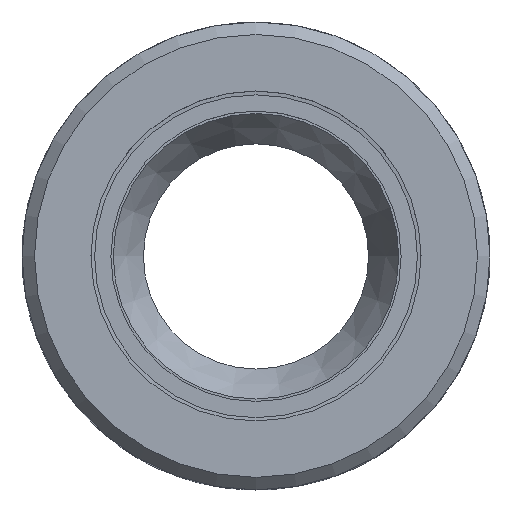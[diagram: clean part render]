
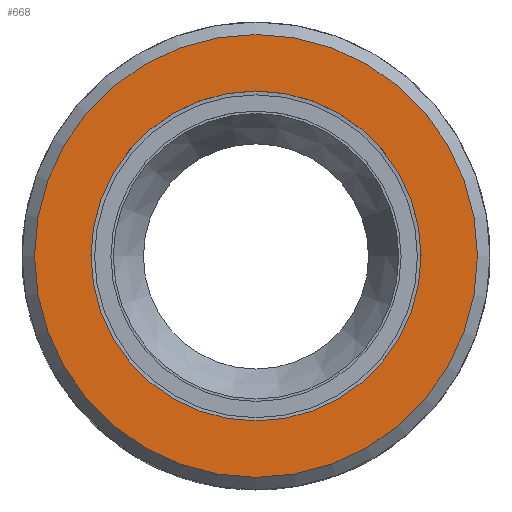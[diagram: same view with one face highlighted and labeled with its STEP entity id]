
A CAD part, top view. The second image highlights one B-rep face of the part: STEP entity #668.
In plain terms, the highlighted planar face has unit normal (0, 0, 1).
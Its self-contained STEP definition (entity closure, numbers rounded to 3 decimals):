
#84=PLANE('',#725);
#145=ORIENTED_EDGE('',*,*,#238,.T.);
#146=ORIENTED_EDGE('',*,*,#236,.T.);
#236=EDGE_CURVE('',#287,#287,#311,.T.);
#238=EDGE_CURVE('',#289,#289,#313,.T.);
#287=VERTEX_POINT('',#990);
#289=VERTEX_POINT('',#996);
#311=CIRCLE('',#720,8.85);
#313=CIRCLE('',#724,6.594);
#357=EDGE_LOOP('',(#145));
#358=EDGE_LOOP('',(#146));
#407=FACE_BOUND('',#357,.T.);
#408=FACE_BOUND('',#358,.T.);
#668=ADVANCED_FACE('',(#407,#408),#84,.T.);
#720=AXIS2_PLACEMENT_3D('',#989,#834,#835);
#724=AXIS2_PLACEMENT_3D('',#995,#842,#843);
#725=AXIS2_PLACEMENT_3D('',#997,#844,#845);
#834=DIRECTION('',(0.,0.,1.));
#835=DIRECTION('',(1.,0.,0.));
#842=DIRECTION('',(0.,0.,-1.));
#843=DIRECTION('',(1.,0.,0.));
#844=DIRECTION('',(0.,0.,1.));
#845=DIRECTION('',(1.,0.,0.));
#989=CARTESIAN_POINT('',(0.,0.,11.3));
#990=CARTESIAN_POINT('',(8.85,0.,11.3));
#995=CARTESIAN_POINT('',(0.,0.,11.3));
#996=CARTESIAN_POINT('',(6.594,0.,11.3));
#997=CARTESIAN_POINT('',(0.,0.,11.3));
